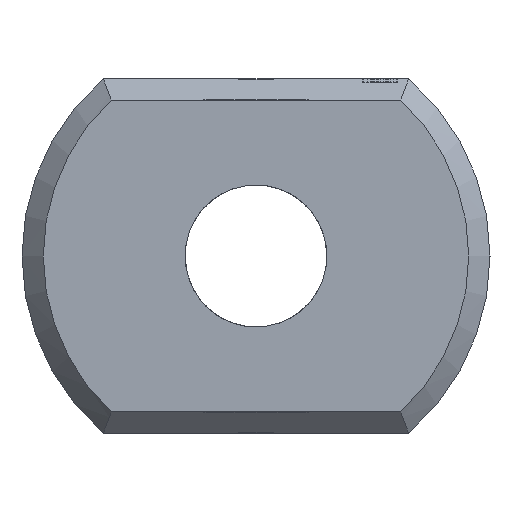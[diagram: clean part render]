
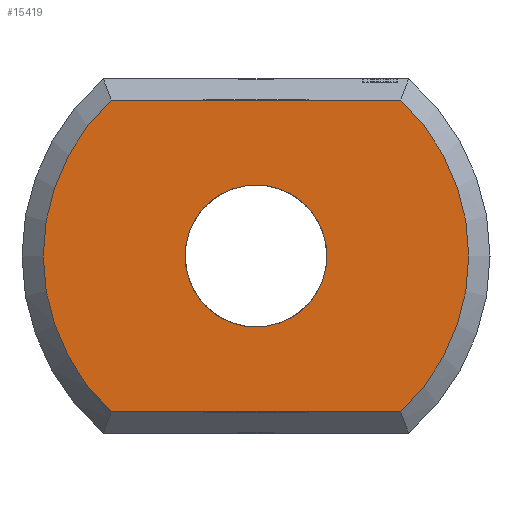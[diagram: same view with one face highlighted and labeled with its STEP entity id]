
A CAD part, left-side view. The second image highlights one B-rep face of the part: STEP entity #15419.
In plain terms, the highlighted planar face has unit normal (-1, 0, 0).
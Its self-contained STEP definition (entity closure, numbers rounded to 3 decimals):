
#3817 = VERTEX_POINT('',#3818);
#3818 = CARTESIAN_POINT('',(0.,-2.04,2.2));
#3827 = VERTEX_POINT('',#3828);
#3828 = CARTESIAN_POINT('',(0.,-2.04,-2.2));
#3835 = EDGE_CURVE('',#3817,#3827,#3836,.T.);
#3836 = CIRCLE('',#3837,3.);
#3837 = AXIS2_PLACEMENT_3D('',#3838,#3839,#3840);
#3838 = CARTESIAN_POINT('',(0.,0.,0.));
#3839 = DIRECTION('',(1.,0.,0.));
#3840 = DIRECTION('',(0.,-0.653,0.758)
  );
#4728 = VERTEX_POINT('',#4729);
#4729 = CARTESIAN_POINT('',(0.,2.04,2.2));
#4736 = EDGE_CURVE('',#3817,#4728,#4737,.T.);
#4737 = LINE('',#4738,#4739);
#4738 = CARTESIAN_POINT('',(0.,-2.154,2.2));
#4739 = VECTOR('',#4740,1.);
#4740 = DIRECTION('',(0.,1.,0.));
#15419 = ADVANCED_FACE('',(#15420,#15439),#15450,.F.);
#15420 = FACE_BOUND('',#15421,.F.);
#15421 = EDGE_LOOP('',(#15422,#15431,#15432,#15433));
#15422 = ORIENTED_EDGE('',*,*,#15423,.T.);
#15423 = EDGE_CURVE('',#15424,#4728,#15426,.T.);
#15424 = VERTEX_POINT('',#15425);
#15425 = CARTESIAN_POINT('',(0.,2.04,-2.2));
#15426 = CIRCLE('',#15427,3.);
#15427 = AXIS2_PLACEMENT_3D('',#15428,#15429,#15430);
#15428 = CARTESIAN_POINT('',(0.,0.,0.));
#15429 = DIRECTION('',(1.,0.,0.));
#15430 = DIRECTION('',(0.,0.653,-0.758)
  );
#15431 = ORIENTED_EDGE('',*,*,#4736,.F.);
#15432 = ORIENTED_EDGE('',*,*,#3835,.T.);
#15433 = ORIENTED_EDGE('',*,*,#15434,.T.);
#15434 = EDGE_CURVE('',#3827,#15424,#15435,.T.);
#15435 = LINE('',#15436,#15437);
#15436 = CARTESIAN_POINT('',(0.,-2.154,-2.2));
#15437 = VECTOR('',#15438,1.);
#15438 = DIRECTION('',(0.,1.,0.));
#15439 = FACE_BOUND('',#15440,.T.);
#15440 = EDGE_LOOP('',(#15441));
#15441 = ORIENTED_EDGE('',*,*,#15442,.T.);
#15442 = EDGE_CURVE('',#15443,#15443,#15445,.T.);
#15443 = VERTEX_POINT('',#15444);
#15444 = CARTESIAN_POINT('',(0.,1.,0.)
  );
#15445 = CIRCLE('',#15446,1.);
#15446 = AXIS2_PLACEMENT_3D('',#15447,#15448,#15449);
#15447 = CARTESIAN_POINT('',(0.,0.,0.));
#15448 = DIRECTION('',(1.,0.,0.));
#15449 = DIRECTION('',(0.,1.,0.));
#15450 = PLANE('',#15451);
#15451 = AXIS2_PLACEMENT_3D('',#15452,#15453,#15454);
#15452 = CARTESIAN_POINT('',(0.,0.,0.));
#15453 = DIRECTION('',(1.,0.,0.));
#15454 = DIRECTION('',(0.,0.,1.));
